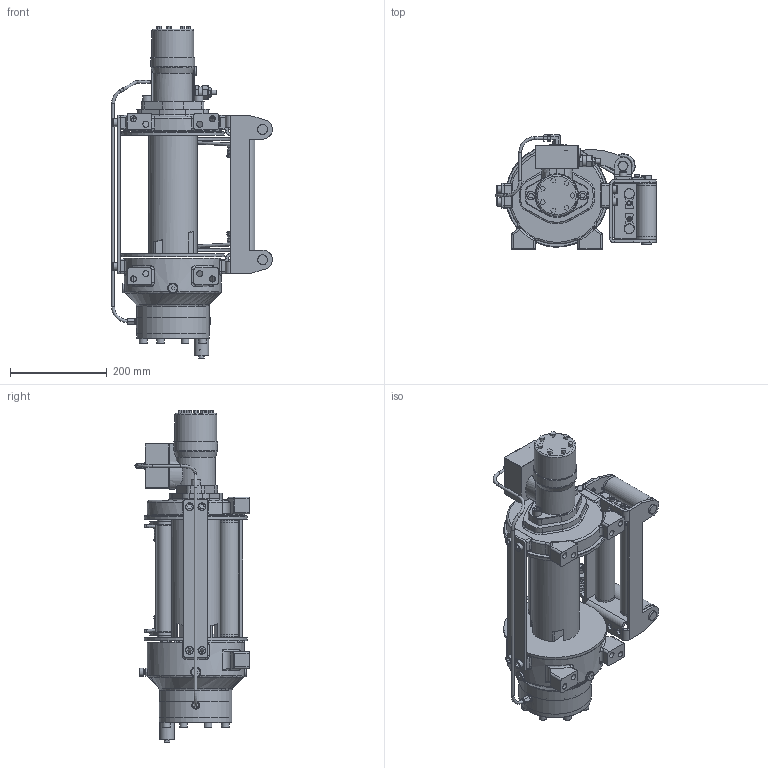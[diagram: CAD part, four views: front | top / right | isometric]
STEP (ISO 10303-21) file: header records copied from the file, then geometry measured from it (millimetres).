
FILE_DESCRIPTION(/* description */ ('STEP AP214'),/* implementation_level */ '2;1');
FILE_NAME(/* name */ '648-033_Hammer_HMW4.3 PHT-P-EN.stp',/* time_stamp */ '2019-07-23T16:15:48+02:00',/* author */ ('lang1ph'),/* organization */ (''),/* preprocessor_version */ 'ST-DEVELOPER v17.2',/* originating_system */ 'Autodesk Inventor 2019',/* authorisation */ '');
FILE_SCHEMA (('AUTOMOTIVE_DESIGN { 1 0 10303 214 3 1 1 }'));
Length unit declared in the file: millimetre
Products named in the file (1): 648-033_Hammer_HMW4.3 PHT-P-EN
Bounding box: 331.42 x 235.4 x 684.85 mm (x, y, z)
Surface area: 952780.1 mm2 (no closed solid volume)
Topology: 0 solids, 96 shells, 1120 faces, 3543 edges, 2455 vertices
Faces by surface type: plane 566, cylinder 339, torus 101, bspline 63, cone 44, sphere 7
Full cylindrical faces by diameter (mm): 2 x1, 2.5 x4, 5 x4, 5.2 x4, 5.75 x2, 6 x8, 8.5 x1, 10 x7, 11 x1, 11.45 x1, 11.9 x1, 12 x4, 12.5 x8, 13 x2, 13.25 x2, 13.6 x1, 14 x1, 16 x19, 16.55 x1, 16.85 x1, 18 x2, 18.4 x2, 18.75 x2, 19 x3, 20 x4, 20.5 x1, 22 x1, 23 x2, 24 x1, 28 x1
Entity records: 52960 total; most frequent: CARTESIAN_POINT 20184, DIRECTION 6816, ORIENTED_EDGE 5881, EDGE_CURVE 3531, AXIS2_PLACEMENT_3D 2559, VERTEX_POINT 2455, LINE 1698, VECTOR 1698
